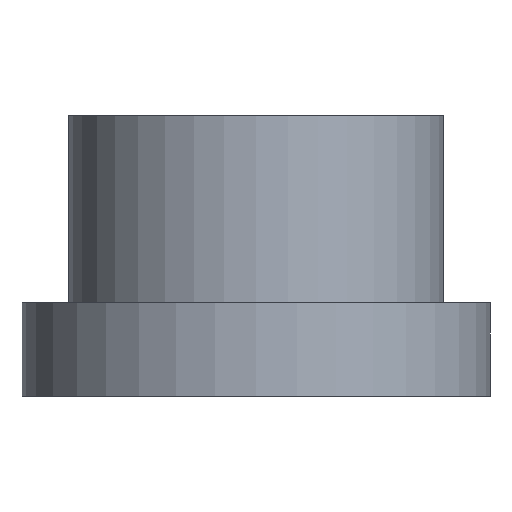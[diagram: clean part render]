
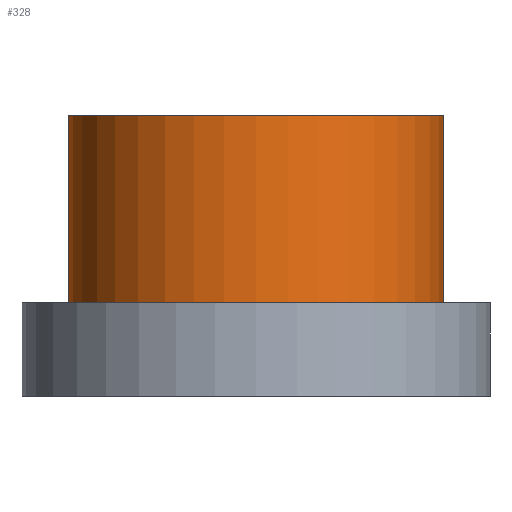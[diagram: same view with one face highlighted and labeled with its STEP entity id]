
A CAD part, left-side view. The second image highlights one B-rep face of the part: STEP entity #328.
In plain terms, the highlighted cylindrical face has radius 20 mm (diameter 40 mm), a partial arc.
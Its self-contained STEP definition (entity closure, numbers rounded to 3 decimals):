
#51=FACE_OUTER_BOUND('',#70,.T.);
#70=EDGE_LOOP('',(#254,#255,#256,#257));
#95=LINE('',#512,#120);
#99=LINE('',#527,#124);
#120=VECTOR('',#409,10.);
#124=VECTOR('',#425,10.);
#143=CIRCLE('',#367,20.);
#144=CIRCLE('',#368,20.);
#163=VERTEX_POINT('',#509);
#164=VERTEX_POINT('',#511);
#168=VERTEX_POINT('',#524);
#169=VERTEX_POINT('',#526);
#193=EDGE_CURVE('',#164,#163,#95,.T.);
#200=EDGE_CURVE('',#168,#169,#99,.T.);
#204=EDGE_CURVE('',#164,#168,#143,.T.);
#205=EDGE_CURVE('',#169,#163,#144,.T.);
#254=ORIENTED_EDGE('',*,*,#204,.F.);
#255=ORIENTED_EDGE('',*,*,#193,.T.);
#256=ORIENTED_EDGE('',*,*,#205,.F.);
#257=ORIENTED_EDGE('',*,*,#200,.F.);
#315=CYLINDRICAL_SURFACE('',#366,20.);
#328=ADVANCED_FACE('',(#51),#315,.T.);
#366=AXIS2_PLACEMENT_3D('',#533,#432,#433);
#367=AXIS2_PLACEMENT_3D('',#534,#434,#435);
#368=AXIS2_PLACEMENT_3D('',#535,#436,#437);
#409=DIRECTION('',(0.,0.,1.));
#425=DIRECTION('',(0.,0.,1.));
#432=DIRECTION('center_axis',(0.,0.,1.));
#433=DIRECTION('ref_axis',(-1.,0.,0.));
#434=DIRECTION('center_axis',(0.,0.,-1.));
#435=DIRECTION('ref_axis',(0.968,0.25,0.));
#436=DIRECTION('center_axis',(0.,0.,1.));
#437=DIRECTION('ref_axis',(0.968,0.25,0.));
#509=CARTESIAN_POINT('',(44.365,20.,30.));
#511=CARTESIAN_POINT('',(44.365,20.,10.));
#512=CARTESIAN_POINT('',(44.365,20.,0.));
#524=CARTESIAN_POINT('',(44.365,30.,10.));
#526=CARTESIAN_POINT('',(44.365,30.,30.));
#527=CARTESIAN_POINT('',(44.365,30.,0.));
#533=CARTESIAN_POINT('Origin',(25.,25.,0.));
#534=CARTESIAN_POINT('Origin',(25.,25.,10.));
#535=CARTESIAN_POINT('Origin',(25.,25.,30.));
